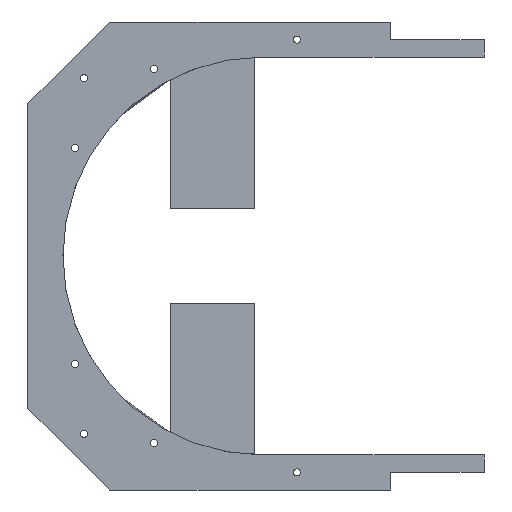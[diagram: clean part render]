
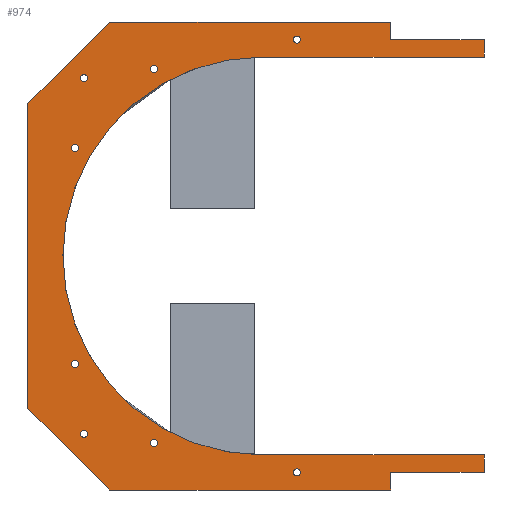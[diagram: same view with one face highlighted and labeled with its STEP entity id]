
A CAD part, front view. The second image highlights one B-rep face of the part: STEP entity #974.
In plain terms, the highlighted planar face has unit normal (0, -1, 0).
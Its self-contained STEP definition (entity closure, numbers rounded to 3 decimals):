
#35=FACE_BOUND('',#182,.T.);
#36=FACE_BOUND('',#183,.T.);
#37=FACE_BOUND('',#184,.T.);
#38=FACE_BOUND('',#185,.T.);
#39=FACE_BOUND('',#186,.T.);
#40=FACE_BOUND('',#187,.T.);
#41=FACE_BOUND('',#188,.T.);
#42=FACE_BOUND('',#189,.T.);
#67=PLANE('',#1084);
#116=FACE_OUTER_BOUND('',#181,.T.);
#181=EDGE_LOOP('',(#820,#821,#822,#823,#824,#825,#826,#827,#828,#829,#830,
#831,#832,#833));
#182=EDGE_LOOP('',(#834));
#183=EDGE_LOOP('',(#835));
#184=EDGE_LOOP('',(#836));
#185=EDGE_LOOP('',(#837));
#186=EDGE_LOOP('',(#838));
#187=EDGE_LOOP('',(#839));
#188=EDGE_LOOP('',(#840));
#189=EDGE_LOOP('',(#841));
#231=LINE('',#1454,#322);
#234=LINE('',#1460,#325);
#237=LINE('',#1466,#328);
#239=LINE('',#1471,#330);
#243=LINE('',#1479,#334);
#246=LINE('',#1485,#337);
#256=LINE('',#1511,#347);
#260=LINE('',#1518,#351);
#275=LINE('',#1703,#366);
#276=LINE('',#1705,#367);
#278=LINE('',#1709,#369);
#279=LINE('',#1711,#370);
#280=LINE('',#1712,#371);
#322=VECTOR('',#1184,10.);
#325=VECTOR('',#1189,10.);
#328=VECTOR('',#1194,10.);
#330=VECTOR('',#1198,10.);
#334=VECTOR('',#1204,10.);
#337=VECTOR('',#1209,10.);
#347=VECTOR('',#1229,10.);
#351=VECTOR('',#1235,10.);
#366=VECTOR('',#1312,10.);
#367=VECTOR('',#1315,10.);
#369=VECTOR('',#1319,10.);
#370=VECTOR('',#1320,10.);
#371=VECTOR('',#1321,10.);
#391=CIRCLE('',#1013,1.5);
#393=CIRCLE('',#1016,1.5);
#395=CIRCLE('',#1019,1.5);
#397=CIRCLE('',#1022,1.5);
#412=CIRCLE('',#1057,1.625);
#415=CIRCLE('',#1063,1.625);
#419=CIRCLE('',#1070,1.625);
#422=CIRCLE('',#1076,1.625);
#423=CIRCLE('',#1078,85.);
#429=VERTEX_POINT('',#1372);
#431=VERTEX_POINT('',#1378);
#433=VERTEX_POINT('',#1384);
#435=VERTEX_POINT('',#1390);
#458=VERTEX_POINT('',#1451);
#459=VERTEX_POINT('',#1453);
#461=VERTEX_POINT('',#1459);
#463=VERTEX_POINT('',#1465);
#464=VERTEX_POINT('',#1469);
#465=VERTEX_POINT('',#1470);
#468=VERTEX_POINT('',#1478);
#470=VERTEX_POINT('',#1484);
#481=VERTEX_POINT('',#1510);
#483=VERTEX_POINT('',#1516);
#488=VERTEX_POINT('',#1569);
#493=VERTEX_POINT('',#1622);
#497=VERTEX_POINT('',#1635);
#500=VERTEX_POINT('',#1646);
#501=VERTEX_POINT('',#1650);
#502=VERTEX_POINT('',#1651);
#509=VERTEX_POINT('',#1708);
#510=VERTEX_POINT('',#1710);
#520=EDGE_CURVE('',#429,#429,#391,.T.);
#523=EDGE_CURVE('',#431,#431,#393,.T.);
#526=EDGE_CURVE('',#433,#433,#395,.T.);
#529=EDGE_CURVE('',#435,#435,#397,.T.);
#558=EDGE_CURVE('',#459,#458,#231,.T.);
#561=EDGE_CURVE('',#461,#459,#234,.T.);
#564=EDGE_CURVE('',#463,#461,#237,.T.);
#566=EDGE_CURVE('',#464,#465,#239,.T.);
#570=EDGE_CURVE('',#465,#468,#243,.T.);
#573=EDGE_CURVE('',#468,#470,#246,.T.);
#586=EDGE_CURVE('',#481,#463,#256,.T.);
#590=EDGE_CURVE('',#483,#470,#260,.T.);
#597=EDGE_CURVE('',#488,#488,#412,.T.);
#604=EDGE_CURVE('',#493,#493,#415,.T.);
#610=EDGE_CURVE('',#497,#497,#419,.T.);
#615=EDGE_CURVE('',#500,#500,#422,.T.);
#616=EDGE_CURVE('',#501,#502,#423,.T.);
#627=EDGE_CURVE('',#502,#458,#275,.T.);
#628=EDGE_CURVE('',#464,#501,#276,.T.);
#630=EDGE_CURVE('',#509,#483,#278,.T.);
#631=EDGE_CURVE('',#509,#510,#279,.T.);
#632=EDGE_CURVE('',#481,#510,#280,.T.);
#820=ORIENTED_EDGE('',*,*,#558,.T.);
#821=ORIENTED_EDGE('',*,*,#627,.F.);
#822=ORIENTED_EDGE('',*,*,#616,.F.);
#823=ORIENTED_EDGE('',*,*,#628,.F.);
#824=ORIENTED_EDGE('',*,*,#566,.T.);
#825=ORIENTED_EDGE('',*,*,#570,.T.);
#826=ORIENTED_EDGE('',*,*,#573,.T.);
#827=ORIENTED_EDGE('',*,*,#590,.F.);
#828=ORIENTED_EDGE('',*,*,#630,.F.);
#829=ORIENTED_EDGE('',*,*,#631,.T.);
#830=ORIENTED_EDGE('',*,*,#632,.F.);
#831=ORIENTED_EDGE('',*,*,#586,.T.);
#832=ORIENTED_EDGE('',*,*,#564,.T.);
#833=ORIENTED_EDGE('',*,*,#561,.T.);
#834=ORIENTED_EDGE('',*,*,#520,.T.);
#835=ORIENTED_EDGE('',*,*,#523,.T.);
#836=ORIENTED_EDGE('',*,*,#526,.T.);
#837=ORIENTED_EDGE('',*,*,#529,.T.);
#838=ORIENTED_EDGE('',*,*,#597,.T.);
#839=ORIENTED_EDGE('',*,*,#604,.T.);
#840=ORIENTED_EDGE('',*,*,#610,.T.);
#841=ORIENTED_EDGE('',*,*,#615,.T.);
#974=ADVANCED_FACE('',(#116,#35,#36,#37,#38,#39,#40,#41,#42),#67,.T.);
#1013=AXIS2_PLACEMENT_3D('',#1374,#1106,#1107);
#1016=AXIS2_PLACEMENT_3D('',#1380,#1113,#1114);
#1019=AXIS2_PLACEMENT_3D('',#1386,#1120,#1121);
#1022=AXIS2_PLACEMENT_3D('',#1392,#1127,#1128);
#1057=AXIS2_PLACEMENT_3D('',#1571,#1248,#1249);
#1063=AXIS2_PLACEMENT_3D('',#1624,#1262,#1263);
#1070=AXIS2_PLACEMENT_3D('',#1637,#1278,#1279);
#1076=AXIS2_PLACEMENT_3D('',#1648,#1292,#1293);
#1078=AXIS2_PLACEMENT_3D('',#1652,#1296,#1297);
#1084=AXIS2_PLACEMENT_3D('',#1707,#1317,#1318);
#1106=DIRECTION('center_axis',(0.,1.,0.));
#1107=DIRECTION('ref_axis',(1.,0.,0.));
#1113=DIRECTION('center_axis',(0.,1.,0.));
#1114=DIRECTION('ref_axis',(1.,0.,0.));
#1120=DIRECTION('center_axis',(0.,1.,0.));
#1121=DIRECTION('ref_axis',(1.,0.,0.));
#1127=DIRECTION('center_axis',(0.,1.,0.));
#1128=DIRECTION('ref_axis',(1.,0.,0.));
#1184=DIRECTION('',(0.,0.,1.));
#1189=DIRECTION('',(1.,0.,0.));
#1194=DIRECTION('',(0.,0.,1.));
#1198=DIRECTION('',(0.,0.,1.));
#1204=DIRECTION('',(-1.,0.,0.));
#1209=DIRECTION('',(0.,0.,1.));
#1229=DIRECTION('',(1.,0.,0.));
#1235=DIRECTION('',(1.,0.,0.));
#1248=DIRECTION('center_axis',(0.,1.,0.));
#1249=DIRECTION('ref_axis',(1.,0.,0.));
#1262=DIRECTION('center_axis',(0.,1.,0.));
#1263=DIRECTION('ref_axis',(1.,0.,0.));
#1278=DIRECTION('center_axis',(0.,1.,0.));
#1279=DIRECTION('ref_axis',(1.,0.,0.));
#1292=DIRECTION('center_axis',(0.,1.,0.));
#1293=DIRECTION('ref_axis',(1.,0.,0.));
#1296=DIRECTION('center_axis',(0.,-1.,0.));
#1297=DIRECTION('ref_axis',(0.,0.,-1.));
#1312=DIRECTION('',(1.,0.,0.));
#1315=DIRECTION('',(-1.,0.,0.));
#1317=DIRECTION('center_axis',(0.,-1.,0.));
#1318=DIRECTION('ref_axis',(0.,0.,-1.));
#1319=DIRECTION('',(0.707,0.,0.707));
#1320=DIRECTION('',(0.,0.,-1.));
#1321=DIRECTION('',(-0.707,0.,0.707));
#1372=CARTESIAN_POINT('',(-152.5,-130.,76.));
#1374=CARTESIAN_POINT('Origin',(-151.,-130.,76.));
#1378=CARTESIAN_POINT('',(-61.5,-130.,-92.5));
#1380=CARTESIAN_POINT('Origin',(-60.,-130.,-92.5));
#1384=CARTESIAN_POINT('',(-61.5,-130.,92.5));
#1386=CARTESIAN_POINT('Origin',(-60.,-130.,92.5));
#1390=CARTESIAN_POINT('',(-152.5,-130.,-76.));
#1392=CARTESIAN_POINT('Origin',(-151.,-130.,-76.));
#1451=CARTESIAN_POINT('',(20.,-130.,-85.));
#1453=CARTESIAN_POINT('',(20.,-130.,-92.5));
#1454=CARTESIAN_POINT('',(20.,-130.,-46.25));
#1459=CARTESIAN_POINT('',(-20.,-130.,-92.5));
#1460=CARTESIAN_POINT('',(-10.,-130.,-92.5));
#1465=CARTESIAN_POINT('',(-20.,-130.,-100.));
#1466=CARTESIAN_POINT('',(-20.,-130.,-50.));
#1469=CARTESIAN_POINT('',(20.,-130.,85.));
#1470=CARTESIAN_POINT('',(20.,-130.,92.5));
#1471=CARTESIAN_POINT('',(20.,-130.,42.5));
#1478=CARTESIAN_POINT('',(-20.,-130.,92.5));
#1479=CARTESIAN_POINT('',(10.,-130.,92.5));
#1484=CARTESIAN_POINT('',(-20.,-130.,100.));
#1485=CARTESIAN_POINT('',(-20.,-130.,46.25));
#1510=CARTESIAN_POINT('',(-140.,-130.,-100.));
#1511=CARTESIAN_POINT('',(87.5,-130.,-100.));
#1516=CARTESIAN_POINT('',(-140.,-130.,100.));
#1518=CARTESIAN_POINT('',(40.291,-130.,100.));
#1569=CARTESIAN_POINT('',(-156.506,-130.,46.119));
#1571=CARTESIAN_POINT('Origin',(-154.881,-130.,46.119));
#1622=CARTESIAN_POINT('',(-156.506,-130.,-46.119));
#1624=CARTESIAN_POINT('Origin',(-154.881,-130.,-46.119));
#1635=CARTESIAN_POINT('',(-122.744,-130.,79.881));
#1637=CARTESIAN_POINT('Origin',(-121.119,-130.,79.881));
#1646=CARTESIAN_POINT('',(-122.744,-130.,-79.881));
#1648=CARTESIAN_POINT('Origin',(-121.119,-130.,-79.881));
#1650=CARTESIAN_POINT('',(-75.,-130.,85.));
#1651=CARTESIAN_POINT('',(-75.,-130.,-85.));
#1652=CARTESIAN_POINT('Origin',(-75.,-130.,0.));
#1703=CARTESIAN_POINT('',(-34.709,-130.,-85.));
#1705=CARTESIAN_POINT('',(40.291,-130.,85.));
#1707=CARTESIAN_POINT('Origin',(0.,-130.,0.));
#1708=CARTESIAN_POINT('',(-175.,-130.,65.));
#1709=CARTESIAN_POINT('',(-70.,-130.,170.));
#1710=CARTESIAN_POINT('',(-175.,-130.,-65.));
#1711=CARTESIAN_POINT('',(-175.,-130.,100.));
#1712=CARTESIAN_POINT('',(-120.,-130.,-120.));
